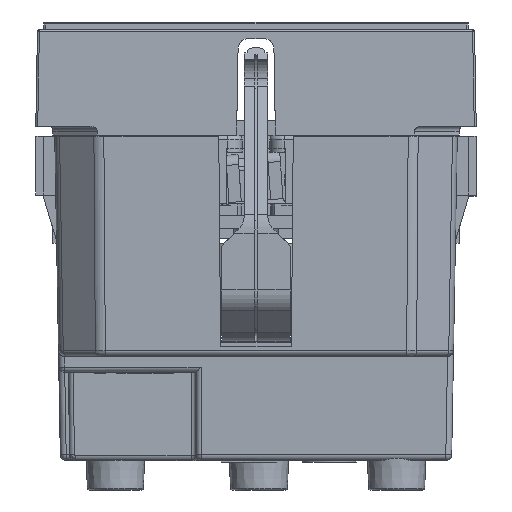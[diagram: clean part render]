
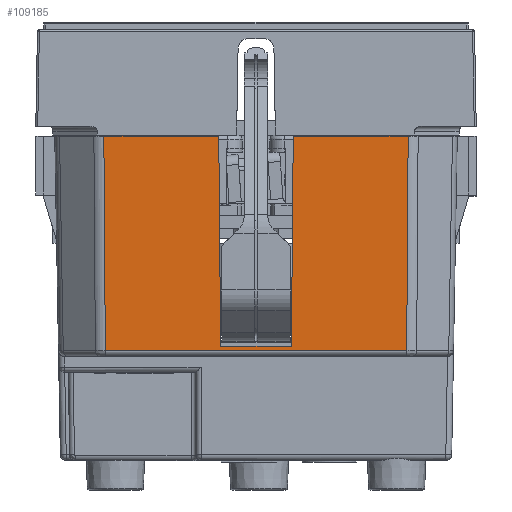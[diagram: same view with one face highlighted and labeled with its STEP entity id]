
A CAD part, left-side view. The second image highlights one B-rep face of the part: STEP entity #109185.
In plain terms, the highlighted planar face has unit normal (-1, 0, -0.018).
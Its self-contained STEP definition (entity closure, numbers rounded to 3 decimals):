
#89077=CARTESIAN_POINT('',(-21.94,15.327,
4.69));
#89088=CARTESIAN_POINT('',(-22.321,15.475,26.5));
#89094=DIRECTION('',(0.,1.,0.));
#89095=VECTOR('',#89094,30.654);
#89096=CARTESIAN_POINT('',(-21.94,-15.327,
4.69));
#89097=LINE('',#89096,#89095);
#89098=DIRECTION('',(-0.017,0.007,1.));
#89099=VECTOR('',#89098,21.814);
#89100=CARTESIAN_POINT('',(-21.94,15.327,
4.69));
#89101=LINE('',#89100,#89099);
#89102=DIRECTION('',(0.,1.,0.));
#89103=VECTOR('',#89102,11.688);
#89104=CARTESIAN_POINT('',(-22.321,3.787,26.5));
#89105=LINE('',#89104,#89103);
#89106=DIRECTION('',(0.,1.,0.));
#89107=VECTOR('',#89106,11.688);
#89108=CARTESIAN_POINT('',(-22.321,-15.475,26.5));
#89109=LINE('',#89108,#89107);
#89122=DIRECTION('',(0.017,-0.009,-1.));
#89123=VECTOR('',#89122,21.404);
#89124=CARTESIAN_POINT('',(-22.321,3.787,26.5));
#89125=LINE('',#89124,#89123);
#89134=DIRECTION('',(0.,-1.,0.));
#89135=VECTOR('',#89134,7.2);
#89136=CARTESIAN_POINT('',(-21.947,3.6,5.1));
#89137=LINE('',#89136,#89135);
#89146=DIRECTION('',(-0.017,-0.009,1.));
#89147=VECTOR('',#89146,21.404);
#89148=CARTESIAN_POINT('',(-21.947,-3.6,5.1));
#89149=LINE('',#89148,#89147);
#89165=DIRECTION('',(-0.017,-0.007,1.));
#89166=VECTOR('',#89165,21.814);
#89167=CARTESIAN_POINT('',(-21.94,-15.327,
4.69));
#89168=LINE('',#89167,#89166);
#89173=CARTESIAN_POINT('',(-22.321,-15.475,26.5));
#94830=CARTESIAN_POINT('',(-21.947,3.6,5.1));
#94831=CARTESIAN_POINT('',(-21.947,-3.6,5.1));
#94832=VERTEX_POINT('',#94830);
#94833=VERTEX_POINT('',#94831);
#95065=VERTEX_POINT('',#89088);
#95066=VERTEX_POINT('',#89173);
#95091=CARTESIAN_POINT('',(-22.321,3.787,26.5));
#95093=VERTEX_POINT('',#95091);
#95096=CARTESIAN_POINT('',(-22.321,-3.787,26.5));
#95098=VERTEX_POINT('',#95096);
#96095=VERTEX_POINT('',#89077);
#96098=CARTESIAN_POINT('',(-21.94,-15.327,
4.69));
#96099=VERTEX_POINT('',#96098);
#109166=CARTESIAN_POINT('',(-22.3,20.45,25.3));
#109167=DIRECTION('',(-1.,0.,-0.017));
#109168=DIRECTION('',(-0.017,0.,1.));
#109169=AXIS2_PLACEMENT_3D('',#109166,#109167,#109168);
#109170=PLANE('',#109169);
#109171=ORIENTED_EDGE('',*,*,#109007,.T.);
#109172=ORIENTED_EDGE('',*,*,#109161,.T.);
#109173=ORIENTED_EDGE('',*,*,#99566,.F.);
#109175=ORIENTED_EDGE('',*,*,#109174,.T.);
#109177=ORIENTED_EDGE('',*,*,#109176,.T.);
#109179=ORIENTED_EDGE('',*,*,#109178,.T.);
#109180=ORIENTED_EDGE('',*,*,#99599,.F.);
#109182=ORIENTED_EDGE('',*,*,#109181,.F.);
#109183=EDGE_LOOP('',(#109171,#109172,#109173,#109175,#109177,#109179,#109180,
#109182));
#109184=FACE_OUTER_BOUND('',#109183,.F.);
#109185=ADVANCED_FACE('',(#109184),#109170,.T.);
#99566=EDGE_CURVE('',#95093,#95065,#89105,.T.);
#99599=EDGE_CURVE('',#95066,#95098,#89109,.T.);
#109007=EDGE_CURVE('',#96099,#96095,#89097,.T.);
#109161=EDGE_CURVE('',#96095,#95065,#89101,.T.);
#109174=EDGE_CURVE('',#95093,#94832,#89125,.T.);
#109176=EDGE_CURVE('',#94832,#94833,#89137,.T.);
#109178=EDGE_CURVE('',#94833,#95098,#89149,.T.);
#109181=EDGE_CURVE('',#96099,#95066,#89168,.T.);
